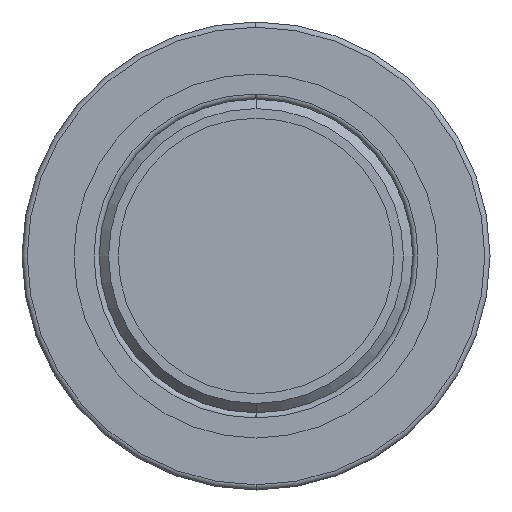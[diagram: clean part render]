
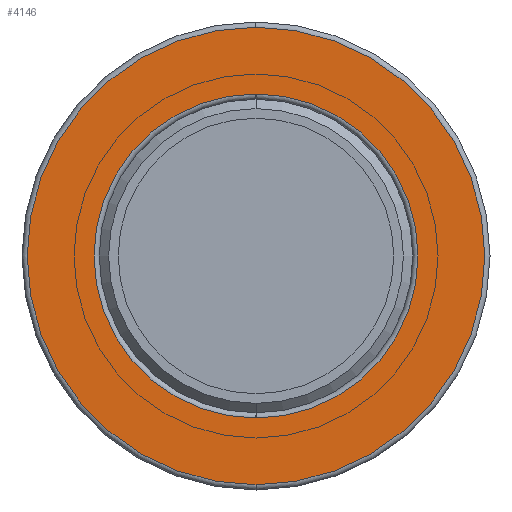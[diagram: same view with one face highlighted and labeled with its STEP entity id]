
A CAD part, front view. The second image highlights one B-rep face of the part: STEP entity #4146.
In plain terms, the highlighted planar face has unit normal (0, -1, 0).
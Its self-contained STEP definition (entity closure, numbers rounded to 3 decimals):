
#3874=CARTESIAN_POINT('',(0.,0.,0.));
#3875=DIRECTION('',(0.,1.,0.));
#3876=DIRECTION('',(0.,0.,1.));
#3877=AXIS2_PLACEMENT_3D('',#3874,#3875,#3876);
#3879=CARTESIAN_POINT('',(0.,0.,0.));
#3880=DIRECTION('',(0.,1.,0.));
#3881=DIRECTION('',(0.,0.,-1.));
#3882=AXIS2_PLACEMENT_3D('',#3879,#3880,#3881);
#3884=CARTESIAN_POINT('',(0.,0.,0.));
#3885=DIRECTION('',(0.,1.,0.));
#3886=DIRECTION('',(0.,0.,1.));
#3887=AXIS2_PLACEMENT_3D('',#3884,#3885,#3886);
#3889=CARTESIAN_POINT('',(0.,0.,0.));
#3890=DIRECTION('',(0.,1.,0.));
#3891=DIRECTION('',(0.,0.,-1.));
#3892=AXIS2_PLACEMENT_3D('',#3889,#3890,#3891);
#4087=CARTESIAN_POINT('',(0.,0.,44.));
#4088=CARTESIAN_POINT('',(0.,0.,-44.));
#4089=VERTEX_POINT('',#4087);
#4090=VERTEX_POINT('',#4088);
#4091=CARTESIAN_POINT('',(0.,0.,31.15));
#4092=CARTESIAN_POINT('',(0.,0.,-31.15));
#4093=VERTEX_POINT('',#4091);
#4094=VERTEX_POINT('',#4092);
#4130=CARTESIAN_POINT('',(0.,0.,0.));
#4131=DIRECTION('',(0.,-1.,0.));
#4132=DIRECTION('',(0.,0.,1.));
#4133=AXIS2_PLACEMENT_3D('',#4130,#4131,#4132);
#4134=PLANE('',#4133);
#4136=ORIENTED_EDGE('',*,*,#4135,.T.);
#4138=ORIENTED_EDGE('',*,*,#4137,.T.);
#4139=EDGE_LOOP('',(#4136,#4138));
#4140=FACE_OUTER_BOUND('',#4139,.F.);
#4141=ORIENTED_EDGE('',*,*,#4120,.F.);
#4143=ORIENTED_EDGE('',*,*,#4142,.F.);
#4144=EDGE_LOOP('',(#4141,#4143));
#4145=FACE_BOUND('',#4144,.F.);
#4146=ADVANCED_FACE('',(#4140,#4145),#4134,.T.);
#3878=CIRCLE('',#3877,44.);
#3883=CIRCLE('',#3882,44.);
#3888=CIRCLE('',#3887,31.15);
#3893=CIRCLE('',#3892,31.15);
#4120=EDGE_CURVE('',#4093,#4094,#3888,.T.);
#4135=EDGE_CURVE('',#4089,#4090,#3878,.T.);
#4137=EDGE_CURVE('',#4090,#4089,#3883,.T.);
#4142=EDGE_CURVE('',#4094,#4093,#3893,.T.);
